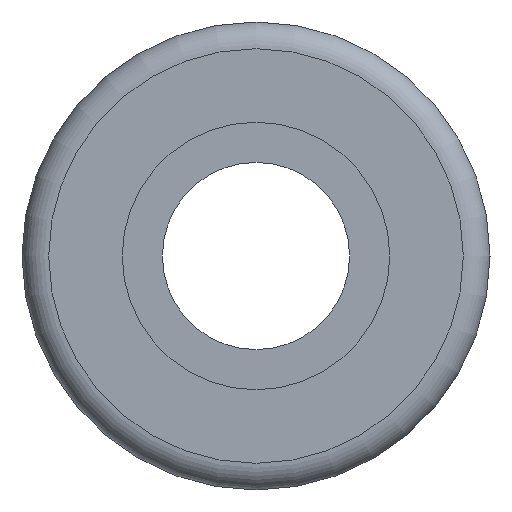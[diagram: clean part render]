
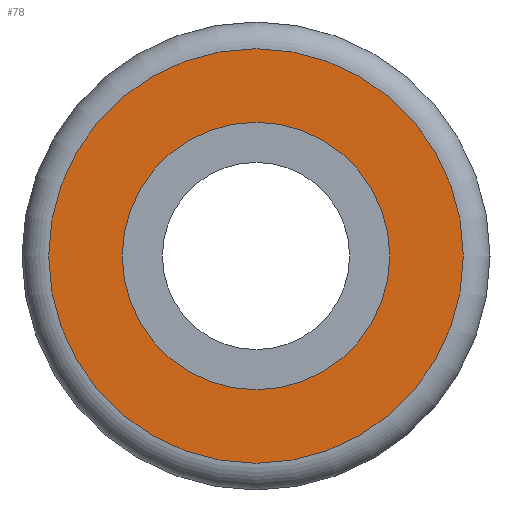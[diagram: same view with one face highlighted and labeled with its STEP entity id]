
A CAD part, left-side view. The second image highlights one B-rep face of the part: STEP entity #78.
In plain terms, the highlighted planar face has unit normal (-1, 0, 0).
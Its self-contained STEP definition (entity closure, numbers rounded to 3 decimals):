
#78 = ADVANCED_FACE( '', ( #98, #99 ), #100, .F. );
#98 = FACE_OUTER_BOUND( '', #136, .T. );
#99 = FACE_BOUND( '', #137, .T. );
#100 = PLANE( '', #138 );
#136 = EDGE_LOOP( '', ( #180 ) );
#137 = EDGE_LOOP( '', ( #181 ) );
#138 = AXIS2_PLACEMENT_3D( '', #182, #183, #184 );
#180 = ORIENTED_EDGE( '', *, *, #231, .F. );
#181 = ORIENTED_EDGE( '', *, *, #232, .T. );
#182 = CARTESIAN_POINT( '', ( 0., 0., 0. ) );
#183 = DIRECTION( '', ( 1., 0., 0. ) );
#184 = DIRECTION( '', ( 0., 0., -1. ) );
#231 = EDGE_CURVE( '', #248, #248, #249, .T. );
#232 = EDGE_CURVE( '', #250, #250, #251, .T. );
#248 = VERTEX_POINT( '', #272 );
#249 = CIRCLE( '', #273, 7.75 );
#250 = VERTEX_POINT( '', #274 );
#251 = CIRCLE( '', #275, 5. );
#272 = CARTESIAN_POINT( '', ( 0., 0., -7.75 ) );
#273 = AXIS2_PLACEMENT_3D( '', #300, #301, #302 );
#274 = CARTESIAN_POINT( '', ( 0., 0., -5. ) );
#275 = AXIS2_PLACEMENT_3D( '', #303, #304, #305 );
#300 = CARTESIAN_POINT( '', ( 0., 0., 0. ) );
#301 = DIRECTION( '', ( 1., 0., 0. ) );
#302 = DIRECTION( '', ( 0., 0., -1. ) );
#303 = CARTESIAN_POINT( '', ( 0., 0., 0. ) );
#304 = DIRECTION( '', ( 1., 0., 0. ) );
#305 = DIRECTION( '', ( 0., 0., -1. ) );
